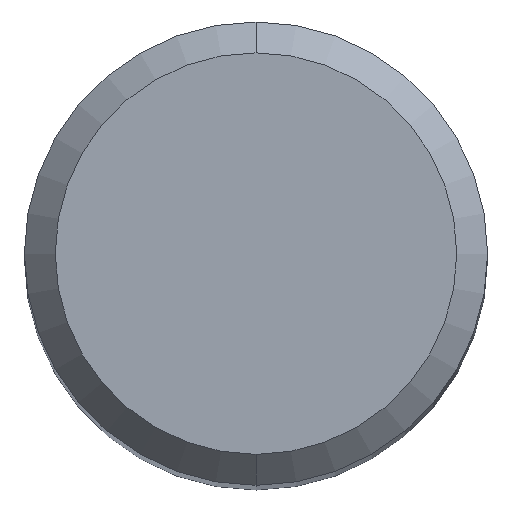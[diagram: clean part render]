
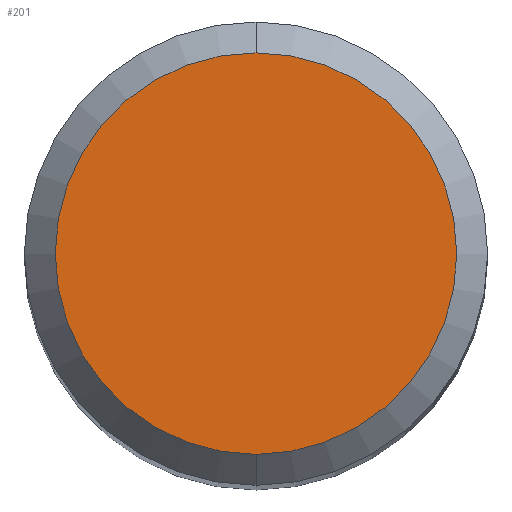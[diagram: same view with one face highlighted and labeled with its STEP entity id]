
A CAD part, top view. The second image highlights one B-rep face of the part: STEP entity #201.
In plain terms, the highlighted planar face has unit normal (0, 0, 1).
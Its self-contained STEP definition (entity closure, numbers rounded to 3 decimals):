
#127=EDGE_CURVE('',#171,#187,#280,.T.);
#159=EDGE_CURVE('',#187,#171,#317,.T.);
#171=VERTEX_POINT('',#330);
#187=VERTEX_POINT('',#347);
#201=ADVANCED_FACE('',(#361),#362,.T.);
#280=CIRCLE('',#450,2.6);
#317=CIRCLE('',#496,2.6);
#330=CARTESIAN_POINT('',(0.,-2.6,0.0));
#347=CARTESIAN_POINT('',(0.0,2.6,0.0));
#361=FACE_OUTER_BOUND('',#555,.T.);
#362=PLANE('',#556);
#450=AXIS2_PLACEMENT_3D('',#624,#625,#626);
#496=AXIS2_PLACEMENT_3D('',#679,#680,#681);
#555=EDGE_LOOP('',(#723,#724));
#556=AXIS2_PLACEMENT_3D('',#725,#726,#727);
#624=CARTESIAN_POINT('',(0.0,0.0,0.0));
#625=DIRECTION('',(0.0,0.0,-1.0));
#626=DIRECTION('',(0.0,1.0,0.0));
#679=CARTESIAN_POINT('',(0.0,0.0,0.0));
#680=DIRECTION('',(0.0,0.0,-1.0));
#681=DIRECTION('',(0.0,1.0,0.0));
#723=ORIENTED_EDGE('',*,*,#159,.F.);
#724=ORIENTED_EDGE('',*,*,#127,.F.);
#725=CARTESIAN_POINT('',(0.0,1.3,0.0));
#726=DIRECTION('',(-0.0,0.0,1.0));
#727=DIRECTION('',(0.0,-1.0,0.0));
